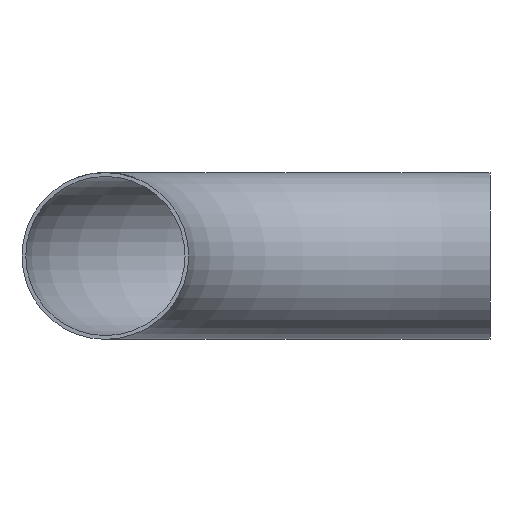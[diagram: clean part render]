
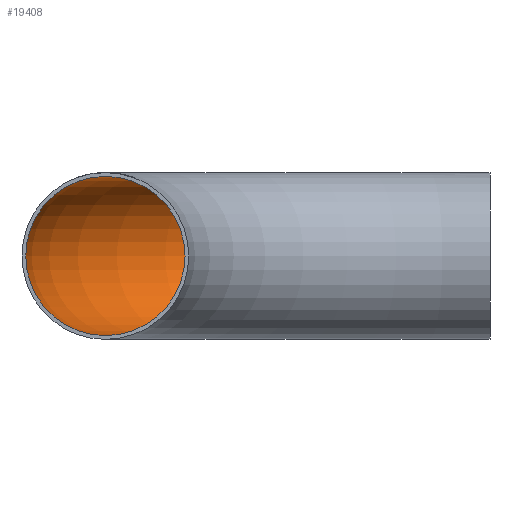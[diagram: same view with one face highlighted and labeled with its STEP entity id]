
A CAD part, front view. The second image highlights one B-rep face of the part: STEP entity #19408.
In plain terms, the highlighted toroidal (fillet/blend) face has major radius 205 mm and minor radius 42.45 mm.
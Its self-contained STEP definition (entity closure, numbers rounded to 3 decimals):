
#639 = DIRECTION ( 'NONE',  ( -1., 0., 0. ) ) ;
#738 = VERTEX_POINT ( 'NONE', #10879 ) ;
#2603 = FACE_OUTER_BOUND ( 'NONE', #8599, .T. ) ;
#2733 = DIRECTION ( 'NONE',  ( 0., 1., 0. ) ) ;
#2952 = AXIS2_PLACEMENT_3D ( 'NONE', #10387, #12242, #639 ) ;
#3324 = EDGE_LOOP ( 'NONE', ( #23117 ) ) ;
#4409 = CIRCLE ( 'NONE', #6530, 42.45 ) ;
#5071 = CIRCLE ( 'NONE', #13936, 42.45 ) ;
#5085 = CARTESIAN_POINT ( 'NONE',  ( -205., 0., 42.45 ) ) ;
#6530 = AXIS2_PLACEMENT_3D ( 'NONE', #14049, #12063, #26143 ) ;
#6916 = ORIENTED_EDGE ( 'NONE', *, *, #19474, .T. ) ;
#8599 = EDGE_LOOP ( 'NONE', ( #6916 ) ) ;
#10387 = CARTESIAN_POINT ( 'NONE',  ( 0., 0., 0. ) ) ;
#10879 = CARTESIAN_POINT ( 'NONE',  ( 0., 247.45, 0. ) ) ;
#12063 = DIRECTION ( 'NONE',  ( 0., 1., 0. ) ) ;
#12242 = DIRECTION ( 'NONE',  ( 0., 0., -1. ) ) ;
#13936 = AXIS2_PLACEMENT_3D ( 'NONE', #24848, #16486, #2733 ) ;
#14049 = CARTESIAN_POINT ( 'NONE',  ( -205., 0., 0. ) ) ;
#15656 = VERTEX_POINT ( 'NONE', #5085 ) ;
#16486 = DIRECTION ( 'NONE',  ( 1., 0., 0. ) ) ;
#18345 = FACE_OUTER_BOUND ( 'NONE', #3324, .T. ) ;
#19408 = ADVANCED_FACE ( 'NONE', ( #2603, #18345 ), #20702, .F. ) ;
#19474 = EDGE_CURVE ( 'NONE', #738, #738, #5071, .T. ) ;
#20702 = TOROIDAL_SURFACE ( 'NONE', #2952, 205., 42.45 ) ;
#23117 = ORIENTED_EDGE ( 'NONE', *, *, #24338, .F. ) ;
#24338 = EDGE_CURVE ( 'NONE', #15656, #15656, #4409, .T. ) ;
#24848 = CARTESIAN_POINT ( 'NONE',  ( 0., 205., 0. ) ) ;
#26143 = DIRECTION ( 'NONE',  ( 0., 0., 1. ) ) ;
